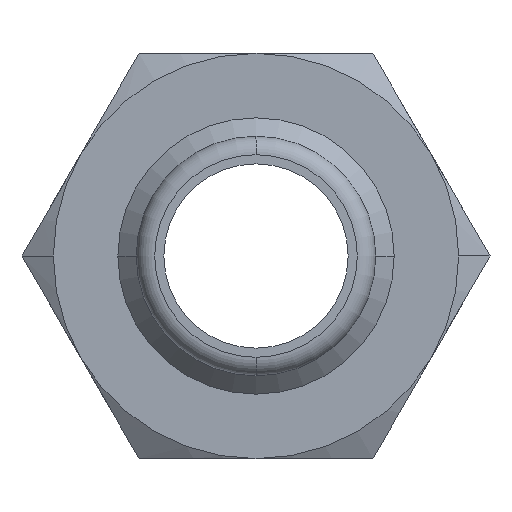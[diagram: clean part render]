
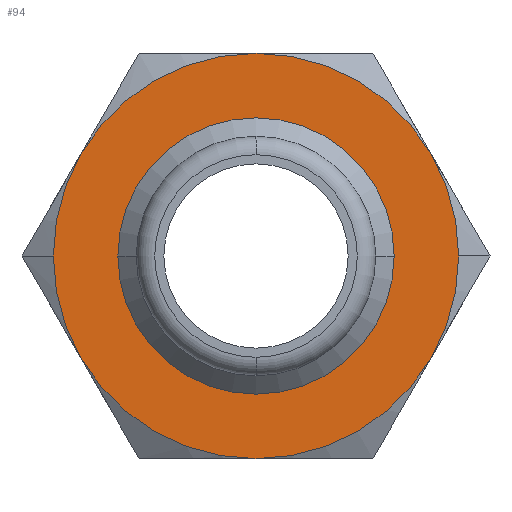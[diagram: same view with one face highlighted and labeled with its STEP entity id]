
A CAD part, front view. The second image highlights one B-rep face of the part: STEP entity #94.
In plain terms, the highlighted planar face has unit normal (0, -1, 0).
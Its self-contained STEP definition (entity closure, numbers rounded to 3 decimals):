
#94=ADVANCED_FACE('',(#224,#225),#226,.T.);
#224=FACE_OUTER_BOUND('',#393,.T.);
#225=FACE_BOUND('',#394,.T.);
#226=PLANE('',#395);
#393=EDGE_LOOP('',(#602,#603,#604,#605,#606,#607,#608,#609));
#394=EDGE_LOOP('',(#610,#611));
#395=AXIS2_PLACEMENT_3D('',#612,#613,#614);
#602=ORIENTED_EDGE('',*,*,#987,.F.);
#603=ORIENTED_EDGE('',*,*,#1002,.F.);
#604=ORIENTED_EDGE('',*,*,#1003,.F.);
#605=ORIENTED_EDGE('',*,*,#1004,.F.);
#606=ORIENTED_EDGE('',*,*,#1005,.F.);
#607=ORIENTED_EDGE('',*,*,#966,.F.);
#608=ORIENTED_EDGE('',*,*,#1006,.F.);
#609=ORIENTED_EDGE('',*,*,#1007,.F.);
#610=ORIENTED_EDGE('',*,*,#1008,.F.);
#611=ORIENTED_EDGE('',*,*,#1009,.F.);
#612=CARTESIAN_POINT('',(5.5,21.5,0.0));
#613=DIRECTION('',(-0.0,-1.0,-0.0));
#614=DIRECTION('',(-1.0,0.0,0.0));
#966=EDGE_CURVE('',#1134,#1131,#1136,.T.);
#987=EDGE_CURVE('',#1138,#1170,#1172,.T.);
#1002=EDGE_CURVE('',#1196,#1138,#1197,.T.);
#1003=EDGE_CURVE('',#1198,#1196,#1199,.T.);
#1004=EDGE_CURVE('',#1200,#1198,#1201,.T.);
#1005=EDGE_CURVE('',#1131,#1200,#1202,.T.);
#1006=EDGE_CURVE('',#1203,#1134,#1204,.T.);
#1007=EDGE_CURVE('',#1170,#1203,#1205,.T.);
#1008=EDGE_CURVE('',#1206,#1207,#1208,.T.);
#1009=EDGE_CURVE('',#1207,#1206,#1209,.T.);
#1131=VERTEX_POINT('',#1361);
#1134=VERTEX_POINT('',#1375);
#1136=CIRCLE('',#1388,11.0);
#1138=VERTEX_POINT('',#1390);
#1170=VERTEX_POINT('',#1505);
#1172=CIRCLE('',#1508,11.0);
#1196=VERTEX_POINT('',#1547);
#1197=CIRCLE('',#1548,11.0);
#1198=VERTEX_POINT('',#1549);
#1199=CIRCLE('',#1550,11.0);
#1200=VERTEX_POINT('',#1551);
#1201=CIRCLE('',#1552,11.0);
#1202=CIRCLE('',#1553,11.0);
#1203=VERTEX_POINT('',#1554);
#1204=CIRCLE('',#1555,11.0);
#1205=CIRCLE('',#1556,11.0);
#1206=VERTEX_POINT('',#1557);
#1207=VERTEX_POINT('',#1558);
#1208=CIRCLE('',#1559,7.5);
#1209=CIRCLE('',#1560,7.5);
#1361=CARTESIAN_POINT('',(-9.526,21.5,-5.5));
#1375=CARTESIAN_POINT('',(0.0,21.5,-11.0));
#1388=AXIS2_PLACEMENT_3D('',#1881,#1882,#1883);
#1390=CARTESIAN_POINT('',(9.526,21.5,5.5));
#1505=CARTESIAN_POINT('',(11.0,21.5,0.));
#1508=AXIS2_PLACEMENT_3D('',#1897,#1898,#1899);
#1547=CARTESIAN_POINT('',(0.,21.5,11.0));
#1548=AXIS2_PLACEMENT_3D('',#1919,#1920,#1921);
#1549=CARTESIAN_POINT('',(-9.526,21.5,5.5));
#1550=AXIS2_PLACEMENT_3D('',#1922,#1923,#1924);
#1551=CARTESIAN_POINT('',(-11.0,21.5,0.));
#1552=AXIS2_PLACEMENT_3D('',#1925,#1926,#1927);
#1553=AXIS2_PLACEMENT_3D('',#1928,#1929,#1930);
#1554=CARTESIAN_POINT('',(9.526,21.5,-5.5));
#1555=AXIS2_PLACEMENT_3D('',#1931,#1932,#1933);
#1556=AXIS2_PLACEMENT_3D('',#1934,#1935,#1936);
#1557=CARTESIAN_POINT('',(-7.5,21.5,0.));
#1558=CARTESIAN_POINT('',(7.5,21.5,0.));
#1559=AXIS2_PLACEMENT_3D('',#1937,#1938,#1939);
#1560=AXIS2_PLACEMENT_3D('',#1940,#1941,#1942);
#1881=CARTESIAN_POINT('',(0.0,21.5,0.0));
#1882=DIRECTION('',(-0.0,1.0,0.0));
#1883=DIRECTION('',(1.0,0.0,0.0));
#1897=CARTESIAN_POINT('',(0.0,21.5,0.0));
#1898=DIRECTION('',(-0.0,1.0,0.0));
#1899=DIRECTION('',(1.0,0.0,0.0));
#1919=CARTESIAN_POINT('',(0.0,21.5,0.0));
#1920=DIRECTION('',(-0.0,1.0,0.0));
#1921=DIRECTION('',(1.0,0.0,0.0));
#1922=CARTESIAN_POINT('',(0.0,21.5,0.0));
#1923=DIRECTION('',(-0.0,1.0,0.0));
#1924=DIRECTION('',(1.0,0.0,0.0));
#1925=CARTESIAN_POINT('',(0.0,21.5,0.0));
#1926=DIRECTION('',(-0.0,1.0,0.0));
#1927=DIRECTION('',(1.0,0.0,0.0));
#1928=CARTESIAN_POINT('',(0.0,21.5,0.0));
#1929=DIRECTION('',(-0.0,1.0,0.0));
#1930=DIRECTION('',(1.0,0.0,0.0));
#1931=CARTESIAN_POINT('',(0.0,21.5,0.0));
#1932=DIRECTION('',(-0.0,1.0,0.0));
#1933=DIRECTION('',(1.0,0.0,0.0));
#1934=CARTESIAN_POINT('',(0.0,21.5,0.0));
#1935=DIRECTION('',(-0.0,1.0,0.0));
#1936=DIRECTION('',(1.0,0.0,0.0));
#1937=CARTESIAN_POINT('',(0.0,21.5,0.0));
#1938=DIRECTION('',(0.0,-1.0,0.0));
#1939=DIRECTION('',(1.0,0.0,0.0));
#1940=CARTESIAN_POINT('',(0.0,21.5,0.0));
#1941=DIRECTION('',(0.0,-1.0,0.0));
#1942=DIRECTION('',(1.0,0.0,0.0));
